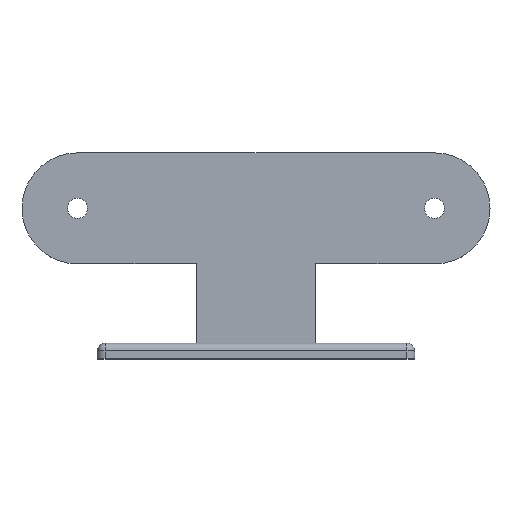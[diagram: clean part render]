
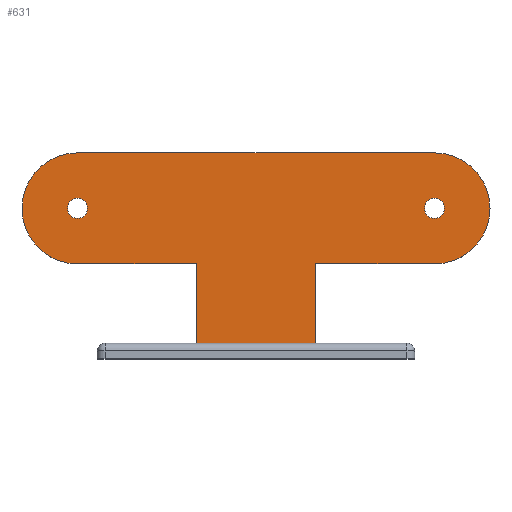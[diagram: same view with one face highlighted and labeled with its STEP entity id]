
A CAD part, top view. The second image highlights one B-rep face of the part: STEP entity #631.
In plain terms, the highlighted planar face has unit normal (0, 0, 1).
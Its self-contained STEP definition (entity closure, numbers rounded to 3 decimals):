
#19=FACE_BOUND('',#236,.T.);
#20=FACE_BOUND('',#237,.T.);
#31=PLANE('',#719);
#70=LINE('',#1048,#120);
#73=LINE('',#1053,#123);
#76=LINE('',#1068,#126);
#81=LINE('',#1082,#131);
#84=LINE('',#1090,#134);
#86=LINE('',#1095,#136);
#120=VECTOR('',#856,10.);
#123=VECTOR('',#861,10.);
#126=VECTOR('',#878,10.);
#131=VECTOR('',#893,10.);
#134=VECTOR('',#902,10.);
#136=VECTOR('',#910,10.);
#193=FACE_OUTER_BOUND('',#235,.T.);
#235=EDGE_LOOP('',(#559,#560,#561,#562,#563,#564,#565,#566));
#236=EDGE_LOOP('',(#567));
#237=EDGE_LOOP('',(#568));
#273=CIRCLE('',#709,1.265);
#274=CIRCLE('',#711,1.265);
#275=CIRCLE('',#714,7.);
#276=CIRCLE('',#717,7.);
#315=VERTEX_POINT('',#1045);
#316=VERTEX_POINT('',#1047);
#317=VERTEX_POINT('',#1051);
#322=VERTEX_POINT('',#1067);
#323=VERTEX_POINT('',#1071);
#324=VERTEX_POINT('',#1075);
#325=VERTEX_POINT('',#1079);
#326=VERTEX_POINT('',#1081);
#327=VERTEX_POINT('',#1085);
#328=VERTEX_POINT('',#1089);
#388=EDGE_CURVE('',#315,#316,#70,.T.);
#391=EDGE_CURVE('',#317,#315,#73,.T.);
#398=EDGE_CURVE('',#322,#316,#76,.T.);
#400=EDGE_CURVE('',#323,#323,#273,.F.);
#402=EDGE_CURVE('',#324,#324,#274,.F.);
#405=EDGE_CURVE('',#326,#325,#81,.T.);
#407=EDGE_CURVE('',#327,#322,#275,.T.);
#409=EDGE_CURVE('',#328,#327,#84,.T.);
#411=EDGE_CURVE('',#325,#328,#276,.T.);
#412=EDGE_CURVE('',#317,#326,#86,.T.);
#559=ORIENTED_EDGE('',*,*,#391,.F.);
#560=ORIENTED_EDGE('',*,*,#412,.T.);
#561=ORIENTED_EDGE('',*,*,#405,.T.);
#562=ORIENTED_EDGE('',*,*,#411,.T.);
#563=ORIENTED_EDGE('',*,*,#409,.T.);
#564=ORIENTED_EDGE('',*,*,#407,.T.);
#565=ORIENTED_EDGE('',*,*,#398,.T.);
#566=ORIENTED_EDGE('',*,*,#388,.F.);
#567=ORIENTED_EDGE('',*,*,#400,.T.);
#568=ORIENTED_EDGE('',*,*,#402,.T.);
#631=ADVANCED_FACE('',(#193,#19,#20),#31,.T.);
#709=AXIS2_PLACEMENT_3D('',#1072,#882,#883);
#711=AXIS2_PLACEMENT_3D('',#1076,#887,#888);
#714=AXIS2_PLACEMENT_3D('',#1086,#897,#898);
#717=AXIS2_PLACEMENT_3D('',#1093,#906,#907);
#719=AXIS2_PLACEMENT_3D('',#1096,#911,#912);
#856=DIRECTION('',(0.,1.,0.));
#861=DIRECTION('',(-1.,0.,0.));
#878=DIRECTION('',(1.,0.,0.));
#882=DIRECTION('center_axis',(0.,0.,1.));
#883=DIRECTION('ref_axis',(-1.,0.,0.));
#887=DIRECTION('center_axis',(0.,0.,1.));
#888=DIRECTION('ref_axis',(-1.,0.,0.));
#893=DIRECTION('',(1.,0.,0.));
#897=DIRECTION('center_axis',(0.,0.,1.));
#898=DIRECTION('ref_axis',(0.,-1.,0.));
#902=DIRECTION('',(-1.,0.,0.));
#906=DIRECTION('center_axis',(0.,0.,1.));
#907=DIRECTION('ref_axis',(0.,1.,0.));
#910=DIRECTION('',(0.,1.,0.));
#911=DIRECTION('center_axis',(0.,0.,1.));
#912=DIRECTION('ref_axis',(1.,0.,0.));
#1045=CARTESIAN_POINT('',(-7.5,2.,-5.5));
#1047=CARTESIAN_POINT('',(-7.5,12.,-5.5));
#1048=CARTESIAN_POINT('',(-7.5,0.,-5.5));
#1051=CARTESIAN_POINT('',(7.5,2.,-5.5));
#1053=CARTESIAN_POINT('',(-3.75,2.,-5.5));
#1067=CARTESIAN_POINT('',(-22.5,12.,-5.5));
#1068=CARTESIAN_POINT('',(22.5,12.,-5.5));
#1071=CARTESIAN_POINT('',(-21.236,19.,-5.5));
#1072=CARTESIAN_POINT('Origin',(-22.5,19.,-5.5));
#1075=CARTESIAN_POINT('',(23.765,19.,-5.5));
#1076=CARTESIAN_POINT('Origin',(22.5,19.,-5.5));
#1079=CARTESIAN_POINT('',(22.5,12.,-5.5));
#1081=CARTESIAN_POINT('',(7.5,12.,-5.5));
#1082=CARTESIAN_POINT('',(22.5,12.,-5.5));
#1085=CARTESIAN_POINT('',(-22.5,26.,-5.5));
#1086=CARTESIAN_POINT('Origin',(-22.5,19.,-5.5));
#1089=CARTESIAN_POINT('',(22.5,26.,-5.5));
#1090=CARTESIAN_POINT('',(-22.5,26.,-5.5));
#1093=CARTESIAN_POINT('Origin',(22.5,19.,-5.5));
#1095=CARTESIAN_POINT('',(7.5,0.,-5.5));
#1096=CARTESIAN_POINT('Origin',(-7.5,0.,-5.5));
